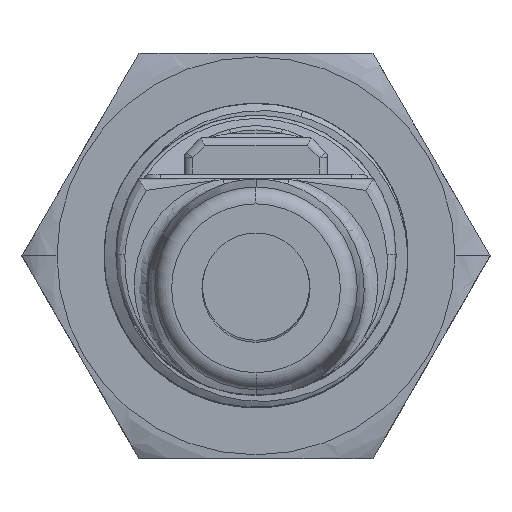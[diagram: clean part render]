
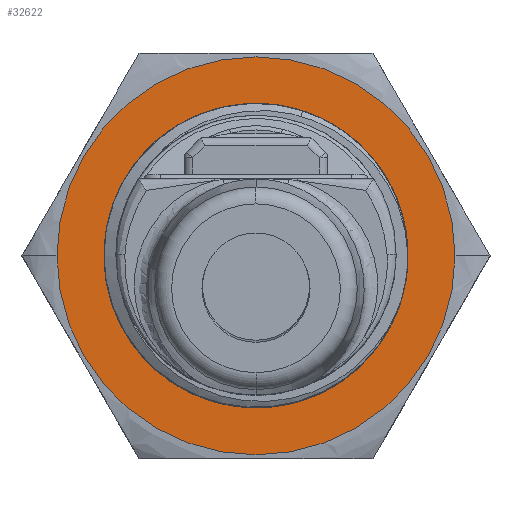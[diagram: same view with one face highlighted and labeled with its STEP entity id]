
A CAD part, top view. The second image highlights one B-rep face of the part: STEP entity #32622.
In plain terms, the highlighted planar face has unit normal (0, 0, 1).
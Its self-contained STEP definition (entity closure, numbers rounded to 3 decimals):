
#32207=CARTESIAN_POINT('',(0.,0.,3.8));
#32208=DIRECTION('',(0.,0.,1.));
#32209=DIRECTION('',(-1.,0.,0.));
#32210=AXIS2_PLACEMENT_3D('',#32207,#32208,#32209);
#32212=CARTESIAN_POINT('',(0.,0.,3.8));
#32213=DIRECTION('',(0.,0.,1.));
#32214=DIRECTION('',(1.,0.,0.));
#32215=AXIS2_PLACEMENT_3D('',#32212,#32213,#32214);
#32217=CARTESIAN_POINT('',(0.,0.,3.8));
#32218=DIRECTION('',(0.,0.,-1.));
#32219=DIRECTION('',(1.,0.,0.));
#32220=AXIS2_PLACEMENT_3D('',#32217,#32218,#32219);
#32222=CARTESIAN_POINT('',(0.,0.,3.8));
#32223=DIRECTION('',(0.,0.,-1.));
#32224=DIRECTION('',(-1.,0.,0.));
#32225=AXIS2_PLACEMENT_3D('',#32222,#32223,#32224);
#32527=CARTESIAN_POINT('',(-8.5,0.,3.8));
#32528=CARTESIAN_POINT('',(8.5,0.,3.8));
#32529=VERTEX_POINT('',#32527);
#32530=VERTEX_POINT('',#32528);
#32549=CARTESIAN_POINT('',(11.783,0.,3.8));
#32550=CARTESIAN_POINT('',(-11.783,0.,3.8));
#32551=VERTEX_POINT('',#32549);
#32552=VERTEX_POINT('',#32550);
#32607=CARTESIAN_POINT('',(0.,0.,3.8));
#32608=DIRECTION('',(0.,0.,1.));
#32609=DIRECTION('',(1.,0.,0.));
#32610=AXIS2_PLACEMENT_3D('',#32607,#32608,#32609);
#32611=PLANE('',#32610);
#32613=ORIENTED_EDGE('',*,*,#32612,.T.);
#32615=ORIENTED_EDGE('',*,*,#32614,.T.);
#32616=EDGE_LOOP('',(#32613,#32615));
#32617=FACE_OUTER_BOUND('',#32616,.F.);
#32618=ORIENTED_EDGE('',*,*,#32587,.T.);
#32619=ORIENTED_EDGE('',*,*,#32601,.T.);
#32620=EDGE_LOOP('',(#32618,#32619));
#32621=FACE_BOUND('',#32620,.F.);
#32622=ADVANCED_FACE('',(#32617,#32621),#32611,.T.);
#32211=CIRCLE('',#32210,8.5);
#32216=CIRCLE('',#32215,8.5);
#32221=CIRCLE('',#32220,11.783);
#32226=CIRCLE('',#32225,11.783);
#32587=EDGE_CURVE('',#32529,#32530,#32211,.T.);
#32601=EDGE_CURVE('',#32530,#32529,#32216,.T.);
#32612=EDGE_CURVE('',#32551,#32552,#32221,.T.);
#32614=EDGE_CURVE('',#32552,#32551,#32226,.T.);
